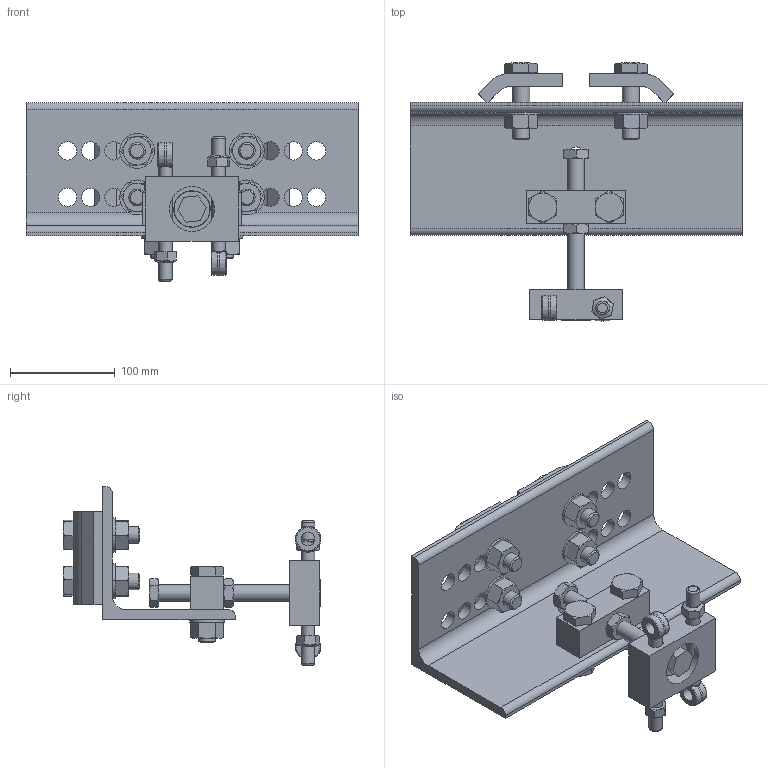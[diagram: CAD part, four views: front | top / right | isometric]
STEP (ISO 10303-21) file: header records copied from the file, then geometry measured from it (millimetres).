
FILE_DESCRIPTION(/* description */ (''),/* implementation_level */ '2;1');
FILE_NAME(/* name */ '25471.stp',/* time_stamp */ '2017-09-26T07:12:33-04:00',/* author */ ('rfuhw'),/* organization */ (''),/* preprocessor_version */ 'ST-DEVELOPER v15.6',/* originating_system */ 'Autodesk Inventor 2015',/* authorisation */ '');
FILE_SCHEMA (('AUTOMOTIVE_DESIGN { 1 0 10303 214 3 1 1 }'));
Length unit declared in the file: inch
Products named in the file (16): 3D11F7F4C; 3D11H7F4B R1; ANSI B18.2.1 - 5_8-11 UNC - 2.5(2); ANSI B18.22.1 - 5_8 - narrow - Type A; ANSI B18.2.2 - 5_8 - 11(8); 25704 R1; 3D11N7F4A; 3D11BOD4B; 3D11GIB4B; 3D1139B4B; 3D11JIB4A; 3D1104B4A; 3D112BB4A; 3D115FD4B; 3D11DYC4A; 25471
Bounding box: 317.5 x 246.53 x 170.66 mm (x, y, z)
Volume: 1318486.3 mm3; surface area: 339449 mm2
Topology: 32 solids, 32 shells, 664 faces, 1516 edges, 867 vertices
Faces by surface type: plane 207, cone 199, cylinder 107, bspline 101, sphere 26, torus 24
Full cylindrical faces by diameter (mm): 3.969 x1, 10.592 x2, 12.7 x4, 13.386 x7, 13.494 x2, 14.287 x2, 15.875 x7, 16.307 x6, 16.662 x6, 16.669 x4, 17.462 x17, 18.256 x4, 19.844 x1, 22.009 x1, 24.289 x6, 33.325 x6, 34.925 x1, 42.862 x1
Entity records: 9559 total; most frequent: CARTESIAN_POINT 3277, DIRECTION 1249, ORIENTED_EDGE 1108, AXIS2_PLACEMENT_3D 556, EDGE_CURVE 554, EDGE_LOOP 424, VERTEX_POINT 364, FACE_OUTER_BOUND 282
